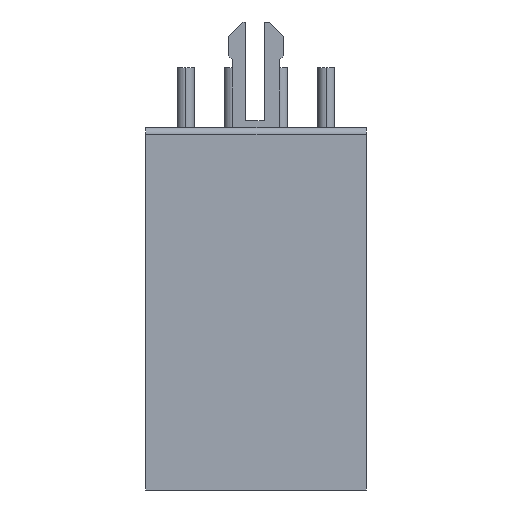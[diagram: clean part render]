
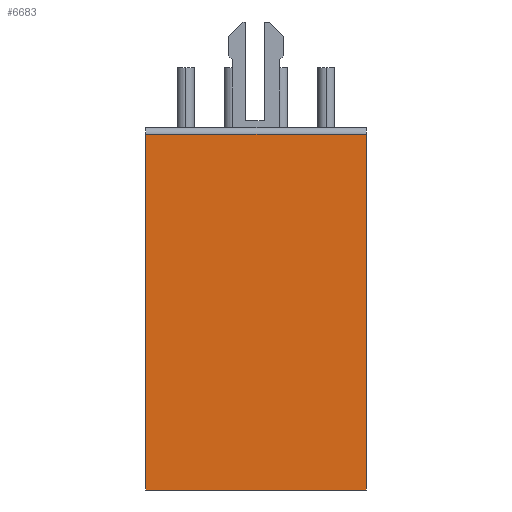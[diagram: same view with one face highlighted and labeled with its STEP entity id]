
A CAD part, left-side view. The second image highlights one B-rep face of the part: STEP entity #6683.
In plain terms, the highlighted planar face has unit normal (-1, 0, 0).
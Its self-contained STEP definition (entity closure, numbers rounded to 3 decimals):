
#345 = EDGE_CURVE ( 'NONE', #10505, #2655, #8573, .T. ) ;
#623 = VERTEX_POINT ( 'NONE', #2526 ) ;
#905 = CARTESIAN_POINT ( 'NONE',  ( 0., 0., 15.17 ) ) ;
#1093 = EDGE_CURVE ( 'NONE', #1609, #2655, #9626, .T. ) ;
#1271 = LINE ( 'NONE', #8392, #12613 ) ;
#1455 = DIRECTION ( 'NONE',  ( 0., 0., -1. ) ) ;
#1537 = ORIENTED_EDGE ( 'NONE', *, *, #11912, .T. ) ;
#1604 = DIRECTION ( 'NONE',  ( 0., -1., 0. ) ) ;
#1609 = VERTEX_POINT ( 'NONE', #10852 ) ;
#2519 = CARTESIAN_POINT ( 'NONE',  ( 0., 0., 0. ) ) ;
#2526 = CARTESIAN_POINT ( 'NONE',  ( 0., 9.4, 15.17 ) ) ;
#2655 = VERTEX_POINT ( 'NONE', #12305 ) ;
#2744 = VECTOR ( 'NONE', #11565, 1000. ) ;
#2981 = CARTESIAN_POINT ( 'NONE',  ( 0., 9.4, 15.47 ) ) ;
#3238 = DIRECTION ( 'NONE',  ( 0., 1., 0. ) ) ;
#3611 = DIRECTION ( 'NONE',  ( 1., 0., 0. ) ) ;
#5505 = PLANE ( 'NONE',  #10108 ) ;
#6683 = ADVANCED_FACE ( 'NONE', ( #7532 ), #5505, .F. ) ;
#7532 = FACE_OUTER_BOUND ( 'NONE', #10240, .T. ) ;
#7720 = EDGE_CURVE ( 'NONE', #10505, #623, #1271, .T. ) ;
#8308 = ORIENTED_EDGE ( 'NONE', *, *, #7720, .T. ) ;
#8392 = CARTESIAN_POINT ( 'NONE',  ( 0., 0., 15.17 ) ) ;
#8460 = VECTOR ( 'NONE', #8989, 1000. ) ;
#8573 = LINE ( 'NONE', #12611, #2744 ) ;
#8575 = ORIENTED_EDGE ( 'NONE', *, *, #345, .F. ) ;
#8836 = ORIENTED_EDGE ( 'NONE', *, *, #1093, .T. ) ;
#8989 = DIRECTION ( 'NONE',  ( 0., 0., -1. ) ) ;
#9037 = VECTOR ( 'NONE', #1604, 1000. ) ;
#9050 = LINE ( 'NONE', #2981, #8460 ) ;
#9626 = LINE ( 'NONE', #2519, #9037 ) ;
#10108 = AXIS2_PLACEMENT_3D ( 'NONE', #11379, #3611, #1455 ) ;
#10240 = EDGE_LOOP ( 'NONE', ( #8575, #8308, #1537, #8836 ) ) ;
#10505 = VERTEX_POINT ( 'NONE', #905 ) ;
#10852 = CARTESIAN_POINT ( 'NONE',  ( 0., 9.4, 0. ) ) ;
#11379 = CARTESIAN_POINT ( 'NONE',  ( 0., 0., 15.47 ) ) ;
#11565 = DIRECTION ( 'NONE',  ( 0., 0., -1. ) ) ;
#11912 = EDGE_CURVE ( 'NONE', #623, #1609, #9050, .T. ) ;
#12305 = CARTESIAN_POINT ( 'NONE',  ( 0., 0., 0. ) ) ;
#12611 = CARTESIAN_POINT ( 'NONE',  ( 0., 0., 15.47 ) ) ;
#12613 = VECTOR ( 'NONE', #3238, 1000. ) ;
